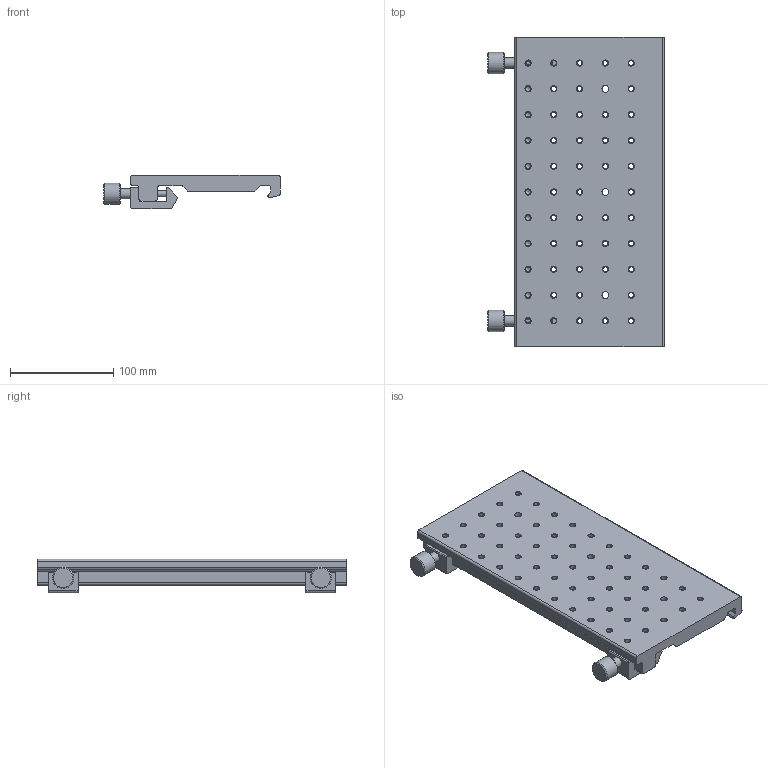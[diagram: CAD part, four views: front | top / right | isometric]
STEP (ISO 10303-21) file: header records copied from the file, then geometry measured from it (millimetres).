
FILE_DESCRIPTION(/* description */ (''),/* implementation_level */ '2;1');
FILE_NAME(/* name */ 'X95_300mm_Carrier.stp',/* time_stamp */ '2018-08-27T10:25:02+02:00',/* author */ ('voigt'),/* organization */ (''),/* preprocessor_version */ 'ST-DEVELOPER v16.1',/* originating_system */ 'Autodesk Inventor 2016',/* authorisation */ '');
FILE_SCHEMA (('AUTOMOTIVE_DESIGN { 1 0 10303 214 3 1 1 }'));
Length unit declared in the file: millimetre
Products named in the file (59): 00007471; GEWINDEHUELSE; GEWINDEHUELSE_1; GEWINDEHUELSE_2; GEWINDEHUELSE_3; GEWINDEHUELSE_4; GEWINDEHUELSE_5; GEWINDEHUELSE_6; GEWINDEHUELSE_7; GEWINDEHUELSE_8; GEWINDEHUELSE_9; GEWINDEHUELSE_10; GEWINDEHUELSE_11; GEWINDEHUELSE_12; GEWINDEHUELSE_13; GEWINDEHUELSE_14; GEWINDEHUELSE_15; GEWINDEHUELSE_16; GEWINDEHUELSE_17; GEWINDEHUELSE_18; GEWINDEHUELSE_19; GEWINDEHUELSE_20; GEWINDEHUELSE_21; GEWINDEHUELSE_22; GEWINDEHUELSE_23; GEWINDEHUELSE_24; GEWINDEHUELSE_25; GEWINDEHUELSE_26; GEWINDEHUELSE_27; GEWINDEHUELSE_28; GEWINDEHUELSE_29; GEWINDEHUELSE_30; GEWINDEHUELSE_31; GEWINDEHUELSE_32; GEWINDEHUELSE_33; GEWINDEHUELSE_34; GEWINDEHUELSE_35; GEWINDEHUELSE_36; GEWINDEHUELSE_37; GEWINDEHUELSE_38 ...
Assembly tree (58 placements, depth 3):
  X95_300mm_Carrier
    00007471
    GEWINDEHUELSE
    GEWINDEHUELSE_1
    GEWINDEHUELSE_2
    GEWINDEHUELSE_3
    GEWINDEHUELSE_4
    GEWINDEHUELSE_5
    GEWINDEHUELSE_6
    GEWINDEHUELSE_7
    GEWINDEHUELSE_8
    GEWINDEHUELSE_9
    GEWINDEHUELSE_10
    GEWINDEHUELSE_11
    GEWINDEHUELSE_12
    GEWINDEHUELSE_13
    GEWINDEHUELSE_14
    GEWINDEHUELSE_15
    GEWINDEHUELSE_16
    GEWINDEHUELSE_17
    GEWINDEHUELSE_18
    GEWINDEHUELSE_19
    GEWINDEHUELSE_20
    GEWINDEHUELSE_21
    GEWINDEHUELSE_22
    GEWINDEHUELSE_23
    GEWINDEHUELSE_24
    GEWINDEHUELSE_25
    GEWINDEHUELSE_26
    GEWINDEHUELSE_27
    GEWINDEHUELSE_28
    GEWINDEHUELSE_29
    GEWINDEHUELSE_30
    GEWINDEHUELSE_31
    GEWINDEHUELSE_32
    GEWINDEHUELSE_33
    GEWINDEHUELSE_34
    GEWINDEHUELSE_35
    GEWINDEHUELSE_36
    GEWINDEHUELSE_37
    GEWINDEHUELSE_38
    GEWINDEHUELSE_39
    GEWINDEHUELSE_40
    GEWINDEHUELSE_41
    GEWINDEHUELSE_42
    GEWINDEHUELSE_43
    GEWINDEHUELSE_44
    GEWINDEHUELSE_45
    GEWINDEHUELSE_46
    GEWINDEHUELSE_47
    GEWINDEHUELSE_48
    GEWINDEHUELSE_49
    GEWINDEHUELSE_50
    GEWINDEHUELSE_51
    GEWINDEHUELSE_52
    GEWINDEHUELSE_53
    0_0_0
      SPANN
      SPANN_1
Bounding box: 171 x 300 x 32.5 mm (x, y, z)
Volume: 685620.6 mm3; surface area: 159329.4 mm2
Topology: 57 solids, 57 shells, 500 faces, 1090 edges, 766 vertices
Faces by surface type: cylinder 260, plane 223, cone 17
Full cylindrical faces by diameter (mm): 3.242 x2, 4.772 x13, 4.773 x50, 6 x106, 6.6 x3, 8 x41, 8.16 x2, 10 x8, 13 x3, 20.6 x2
Entity records: 14614 total; most frequent: DIRECTION 2457, CARTESIAN_POINT 2148, ORIENTED_EDGE 1376, AXIS2_PLACEMENT_3D 1158, EDGE_LOOP 1025, EDGE_CURVE 688, VERTEX_POINT 613, STYLED_ITEM 557
